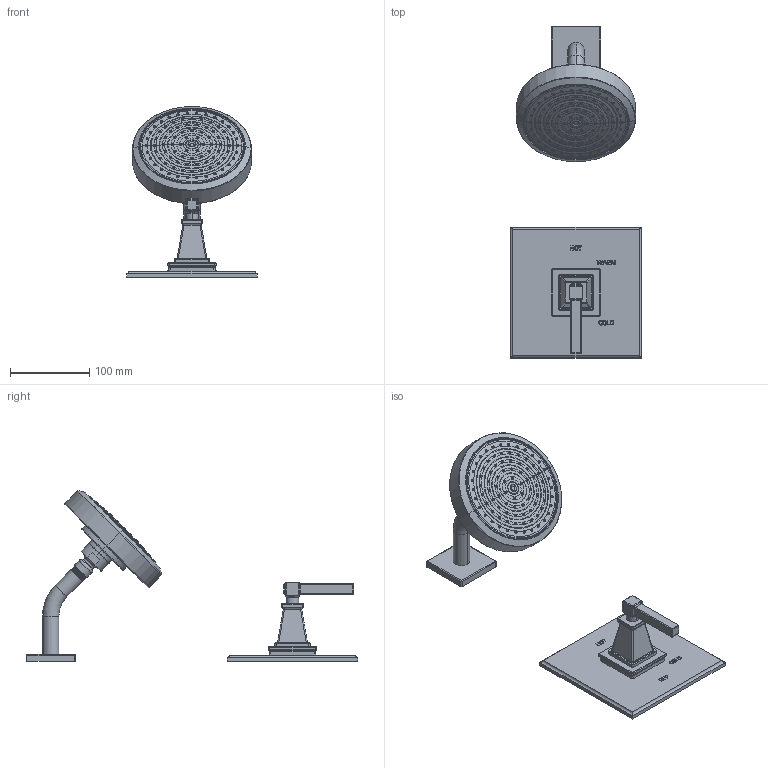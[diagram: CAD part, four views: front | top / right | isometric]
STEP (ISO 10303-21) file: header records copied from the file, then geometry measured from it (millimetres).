
FILE_DESCRIPTION((''),'2;1');
FILE_NAME('3-3144BP','2021-06-01T15:51:13',('jinson.thomas'),(''),'CREO PARAMETRIC BY PTC INC, 2018400','CREO PARAMETRIC BY PTC INC, 2018400','');
FILE_SCHEMA(('CONFIG_CONTROL_DESIGN'));
Length unit declared in the file: inch
Products named in the file (1): 3-3144BP
Bounding box: 165.1 x 418.46 x 215.54 mm (x, y, z)
Volume: 958735.4 mm3; surface area: 147755.7 mm2
Topology: 2 solids, 2 shells, 1315 faces, 3353 edges, 2194 vertices
Faces by surface type: cylinder 317, plane 281, torus 247, cone 191, sphere 118, bspline 81, extrusion 80
Entity records: 47373 total; most frequent: CARTESIAN_POINT 16521, ORIENTED_EDGE 6698, DIRECTION 5997, EDGE_CURVE 3349, AXIS2_PLACEMENT_3D 2359, VERTEX_POINT 2194, EDGE_LOOP 1471, FACE_OUTER_BOUND 1315
